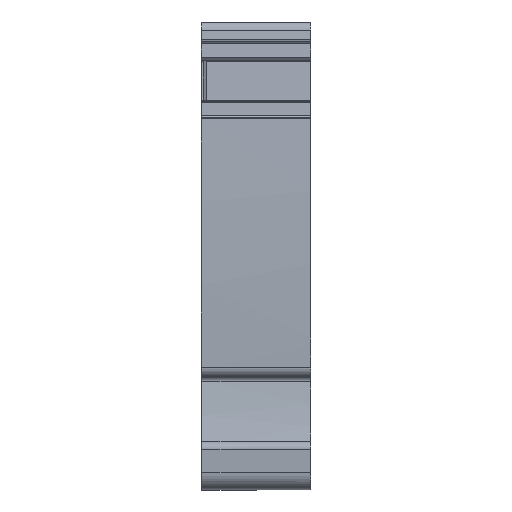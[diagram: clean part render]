
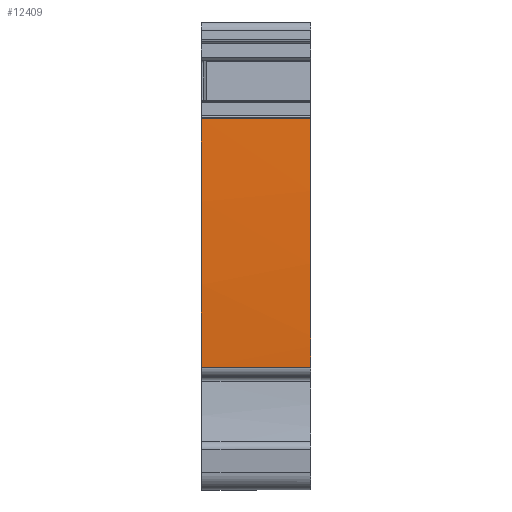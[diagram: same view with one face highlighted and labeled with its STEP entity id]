
A CAD part, front view. The second image highlights one B-rep face of the part: STEP entity #12409.
In plain terms, the highlighted cylindrical face has radius 230.64 mm (diameter 461.28 mm), a partial arc.
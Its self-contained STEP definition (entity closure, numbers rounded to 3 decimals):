
#645=AXIS2_PLACEMENT_3D('Circle Axis2P3D',#643,#644,$) ;
#12381=AXIS2_PLACEMENT_3D('Cylinder Axis2P3D',#12378,#12379,#12380) ;
#12392=AXIS2_PLACEMENT_3D('Circle Axis2P3D',#12390,#12391,$) ;
#12399=AXIS2_PLACEMENT_3D('Circle Axis2P3D',#12397,#12398,$) ;
#640=CARTESIAN_POINT('Vertex',(0.,1.529,13.45)) ;
#643=CARTESIAN_POINT('Axis2P3D Location',(0.,231.877,25.05)) ;
#647=CARTESIAN_POINT('Vertex',(0.,1.776,40.814)) ;
#12363=CARTESIAN_POINT('Vertex',(12.,1.776,40.814)) ;
#12366=CARTESIAN_POINT('Line Origine',(5.39,1.776,40.814)) ;
#12378=CARTESIAN_POINT('Axis2P3D Location',(5.39,231.877,25.05)) ;
#12383=CARTESIAN_POINT('Line Origine',(5.39,1.529,13.45)) ;
#12387=CARTESIAN_POINT('Vertex',(12.,1.529,13.45)) ;
#12390=CARTESIAN_POINT('Axis2P3D Location',(12.,231.877,25.05)) ;
#12394=CARTESIAN_POINT('Vertex',(12.,1.379,16.95)) ;
#12397=CARTESIAN_POINT('Axis2P3D Location',(12.,231.877,25.05)) ;
#644=DIRECTION('Axis2P3D Direction',(1.,0.,0.)) ;
#12367=DIRECTION('Vector Direction',(1.,0.,0.)) ;
#12379=DIRECTION('Axis2P3D Direction',(1.,0.,0.)) ;
#12380=DIRECTION('Axis2P3D XDirection',(0.,-0.998,0.068)) ;
#12384=DIRECTION('Vector Direction',(1.,0.,0.)) ;
#12391=DIRECTION('Axis2P3D Direction',(1.,0.,0.)) ;
#12398=DIRECTION('Axis2P3D Direction',(1.,0.,0.)) ;
#12368=VECTOR('Line Direction',#12367,1.) ;
#12385=VECTOR('Line Direction',#12384,1.) ;
#12403=ORIENTED_EDGE('',*,*,#649,.T.) ;
#12404=ORIENTED_EDGE('',*,*,#12389,.F.) ;
#12405=ORIENTED_EDGE('',*,*,#12396,.F.) ;
#12406=ORIENTED_EDGE('',*,*,#12401,.F.) ;
#12407=ORIENTED_EDGE('',*,*,#12370,.T.) ;
#12409=ADVANCED_FACE('V1',(#12408),#12382,.T.) ;
#646=CIRCLE('generated circle',#645,230.64) ;
#12393=CIRCLE('generated circle',#12392,230.64) ;
#12400=CIRCLE('generated circle',#12399,230.64) ;
#12382=CYLINDRICAL_SURFACE('generated cylinder',#12381,230.64) ;
#649=EDGE_CURVE('',#648,#641,#646,.T.) ;
#12370=EDGE_CURVE('',#12364,#648,#12369,.F.) ;
#12389=EDGE_CURVE('',#12388,#641,#12386,.F.) ;
#12396=EDGE_CURVE('',#12395,#12388,#12393,.T.) ;
#12401=EDGE_CURVE('',#12364,#12395,#12400,.T.) ;
#12402=EDGE_LOOP('',(#12403,#12404,#12405,#12406,#12407)) ;
#12408=FACE_OUTER_BOUND('',#12402,.T.) ;
#12369=LINE('Line',#12366,#12368) ;
#12386=LINE('Line',#12383,#12385) ;
#641=VERTEX_POINT('',#640) ;
#648=VERTEX_POINT('',#647) ;
#12364=VERTEX_POINT('',#12363) ;
#12388=VERTEX_POINT('',#12387) ;
#12395=VERTEX_POINT('',#12394) ;
